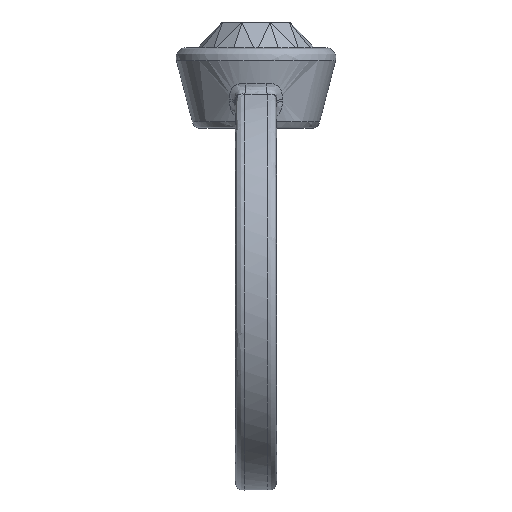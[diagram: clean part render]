
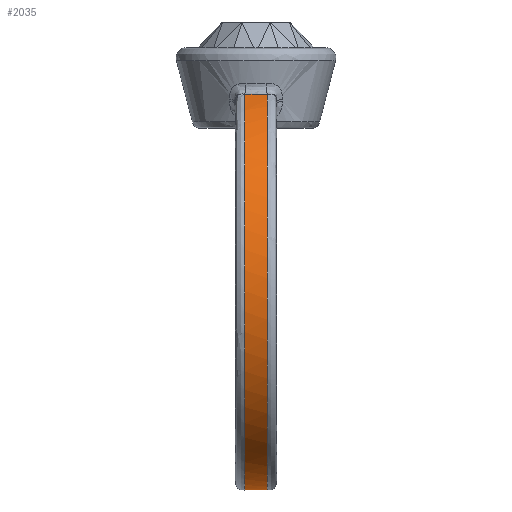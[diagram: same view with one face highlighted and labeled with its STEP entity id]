
A CAD part, front view. The second image highlights one B-rep face of the part: STEP entity #2035.
In plain terms, the highlighted free-form (B-spline) face has degree [2, 1] with [7, 2] control points.
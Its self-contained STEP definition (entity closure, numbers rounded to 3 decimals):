
#2035 = ADVANCED_FACE('',(#2036),#2134,.T.);
#2036 = FACE_BOUND('',#2037,.T.);
#2037 = EDGE_LOOP('',(#2038,#2049,#2088,#2097));
#2038 = ORIENTED_EDGE('',*,*,#2039,.T.);
#2039 = EDGE_CURVE('',#2040,#2042,#2044,.T.);
#2040 = VERTEX_POINT('',#2041);
#2041 = CARTESIAN_POINT('',(-0.699,4.844,
    -2.23));
#2042 = VERTEX_POINT('',#2043);
#2043 = CARTESIAN_POINT('',(0.699,4.844,
    -2.231));
#2044 = B_SPLINE_CURVE_WITH_KNOTS('',3,(#2045,#2046,#2047,#2048),
  .UNSPECIFIED.,.F.,.F.,(4,4),(0.,1.),.PIECEWISE_BEZIER_KNOTS.);
#2045 = CARTESIAN_POINT('',(-0.699,4.844,
    -2.23));
#2046 = CARTESIAN_POINT('',(-0.233,4.9,
    -2.253));
#2047 = CARTESIAN_POINT('',(0.233,4.9,
    -2.253));
#2048 = CARTESIAN_POINT('',(0.699,4.844,
    -2.231));
#2049 = ORIENTED_EDGE('',*,*,#2050,.T.);
#2050 = EDGE_CURVE('',#2042,#2051,#2053,.T.);
#2051 = VERTEX_POINT('',#2052);
#2052 = CARTESIAN_POINT('',(0.699,-4.844,
    -2.231));
#2053 = B_SPLINE_CURVE_WITH_KNOTS('',3,(#2054,#2055,#2056,#2057,#2058,
    #2059,#2060,#2061,#2062,#2063,#2064,#2065,#2066,#2067,#2068,#2069,
    #2070,#2071,#2072,#2073,#2074,#2075,#2076,#2077,#2078,#2079,#2080,
    #2081,#2082,#2083,#2084,#2085,#2086,#2087),.UNSPECIFIED.,.F.,.F.,(4,
    2,2,2,2,2,2,2,2,2,2,2,2,2,2,2,4),(0.,0.063,0.125,0.188,0.25,
    0.313,0.375,0.438,0.5,0.563,0.625,0.688,0.75,0.813,0.875,0.938
    ,1.),.UNSPECIFIED.);
#2054 = CARTESIAN_POINT('',(0.699,4.844,
    -2.231));
#2055 = CARTESIAN_POINT('',(0.699,6.192,
    -2.786));
#2056 = CARTESIAN_POINT('',(0.699,7.442,
    -3.575));
#2057 = CARTESIAN_POINT('',(0.699,9.605,
    -5.528));
#2058 = CARTESIAN_POINT('',(0.699,10.516,-6.693
    ));
#2059 = CARTESIAN_POINT('',(0.699,11.893,
    -9.261));
#2060 = CARTESIAN_POINT('',(0.699,12.359,
    -10.665));
#2061 = CARTESIAN_POINT('',(0.699,12.79,
    -13.547));
#2062 = CARTESIAN_POINT('',(0.699,12.755,
    -15.025));
#2063 = CARTESIAN_POINT('',(0.699,12.189,
    -17.884));
#2064 = CARTESIAN_POINT('',(0.699,11.658,
    -19.264));
#2065 = CARTESIAN_POINT('',(0.699,10.161,
    -21.765));
#2066 = CARTESIAN_POINT('',(0.699,9.196,
    -22.885));
#2067 = CARTESIAN_POINT('',(0.699,6.944,
    -24.735));
#2068 = CARTESIAN_POINT('',(0.699,5.658,-25.464
    ));
#2069 = CARTESIAN_POINT('',(0.699,2.914,-26.447
    ));
#2070 = CARTESIAN_POINT('',(0.699,1.457,
    -26.7));
#2071 = CARTESIAN_POINT('',(0.699,-1.457,
    -26.7));
#2072 = CARTESIAN_POINT('',(0.699,-2.914,
    -26.447));
#2073 = CARTESIAN_POINT('',(0.699,-5.658,
    -25.464));
#2074 = CARTESIAN_POINT('',(0.699,-6.944,
    -24.735));
#2075 = CARTESIAN_POINT('',(0.699,-9.196,
    -22.885));
#2076 = CARTESIAN_POINT('',(0.699,-10.161,
    -21.765));
#2077 = CARTESIAN_POINT('',(0.699,-11.658,
    -19.264));
#2078 = CARTESIAN_POINT('',(0.699,-12.189,
    -17.884));
#2079 = CARTESIAN_POINT('',(0.699,-12.755,
    -15.025));
#2080 = CARTESIAN_POINT('',(0.699,-12.79,
    -13.547));
#2081 = CARTESIAN_POINT('',(0.699,-12.359,
    -10.665));
#2082 = CARTESIAN_POINT('',(0.699,-11.893,
    -9.261));
#2083 = CARTESIAN_POINT('',(0.699,-10.516,
    -6.693));
#2084 = CARTESIAN_POINT('',(0.699,-9.605,
    -5.528));
#2085 = CARTESIAN_POINT('',(0.699,-7.442,
    -3.575));
#2086 = CARTESIAN_POINT('',(0.699,-6.192,
    -2.786));
#2087 = CARTESIAN_POINT('',(0.699,-4.844,
    -2.231));
#2088 = ORIENTED_EDGE('',*,*,#2089,.T.);
#2089 = EDGE_CURVE('',#2051,#2090,#2092,.T.);
#2090 = VERTEX_POINT('',#2091);
#2091 = CARTESIAN_POINT('',(-0.699,-4.844,
    -2.231));
#2092 = B_SPLINE_CURVE_WITH_KNOTS('',3,(#2093,#2094,#2095,#2096),
  .UNSPECIFIED.,.F.,.F.,(4,4),(0.,1.),.PIECEWISE_BEZIER_KNOTS.);
#2093 = CARTESIAN_POINT('',(0.699,-4.844,
    -2.231));
#2094 = CARTESIAN_POINT('',(0.233,-4.9,
    -2.253));
#2095 = CARTESIAN_POINT('',(-0.233,-4.9,
    -2.253));
#2096 = CARTESIAN_POINT('',(-0.699,-4.844,
    -2.231));
#2097 = ORIENTED_EDGE('',*,*,#2098,.T.);
#2098 = EDGE_CURVE('',#2090,#2040,#2099,.T.);
#2099 = B_SPLINE_CURVE_WITH_KNOTS('',3,(#2100,#2101,#2102,#2103,#2104,
    #2105,#2106,#2107,#2108,#2109,#2110,#2111,#2112,#2113,#2114,#2115,
    #2116,#2117,#2118,#2119,#2120,#2121,#2122,#2123,#2124,#2125,#2126,
    #2127,#2128,#2129,#2130,#2131,#2132,#2133),.UNSPECIFIED.,.F.,.F.,(4,
    2,2,2,2,2,2,2,2,2,2,2,2,2,2,2,4),(0.,0.063,0.125,0.188,0.25,
    0.313,0.375,0.438,0.5,0.563,0.625,0.688,0.75,0.813,0.875,0.938
    ,1.),.UNSPECIFIED.);
#2100 = CARTESIAN_POINT('',(-0.699,-4.844,
    -2.231));
#2101 = CARTESIAN_POINT('',(-0.699,-6.192,
    -2.786));
#2102 = CARTESIAN_POINT('',(-0.699,-7.442,
    -3.575));
#2103 = CARTESIAN_POINT('',(-0.699,-9.605,
    -5.528));
#2104 = CARTESIAN_POINT('',(-0.699,-10.516,
    -6.693));
#2105 = CARTESIAN_POINT('',(-0.699,-11.893,
    -9.261));
#2106 = CARTESIAN_POINT('',(-0.699,-12.359,
    -10.665));
#2107 = CARTESIAN_POINT('',(-0.699,-12.79,
    -13.547));
#2108 = CARTESIAN_POINT('',(-0.699,-12.755,
    -15.025));
#2109 = CARTESIAN_POINT('',(-0.699,-12.189,
    -17.884));
#2110 = CARTESIAN_POINT('',(-0.699,-11.658,
    -19.264));
#2111 = CARTESIAN_POINT('',(-0.699,-10.161,
    -21.765));
#2112 = CARTESIAN_POINT('',(-0.699,-9.196,
    -22.885));
#2113 = CARTESIAN_POINT('',(-0.699,-6.944,
    -24.735));
#2114 = CARTESIAN_POINT('',(-0.699,-5.658,
    -25.464));
#2115 = CARTESIAN_POINT('',(-0.699,-2.914,
    -26.447));
#2116 = CARTESIAN_POINT('',(-0.699,-1.457,
    -26.7));
#2117 = CARTESIAN_POINT('',(-0.699,1.457,
    -26.7));
#2118 = CARTESIAN_POINT('',(-0.699,2.914,
    -26.447));
#2119 = CARTESIAN_POINT('',(-0.699,5.658,
    -25.464));
#2120 = CARTESIAN_POINT('',(-0.699,6.944,
    -24.735));
#2121 = CARTESIAN_POINT('',(-0.699,9.196,
    -22.885));
#2122 = CARTESIAN_POINT('',(-0.699,10.161,
    -21.765));
#2123 = CARTESIAN_POINT('',(-0.699,11.658,
    -19.264));
#2124 = CARTESIAN_POINT('',(-0.699,12.189,
    -17.884));
#2125 = CARTESIAN_POINT('',(-0.699,12.755,
    -15.025));
#2126 = CARTESIAN_POINT('',(-0.699,12.79,
    -13.547));
#2127 = CARTESIAN_POINT('',(-0.699,12.359,
    -10.665));
#2128 = CARTESIAN_POINT('',(-0.699,11.893,
    -9.261));
#2129 = CARTESIAN_POINT('',(-0.699,10.516,
    -6.693));
#2130 = CARTESIAN_POINT('',(-0.699,9.605,
    -5.528));
#2131 = CARTESIAN_POINT('',(-0.699,7.442,
    -3.575));
#2132 = CARTESIAN_POINT('',(-0.699,6.192,
    -2.786));
#2133 = CARTESIAN_POINT('',(-0.699,4.844,
    -2.23));
#2134 = ( BOUNDED_SURFACE() B_SPLINE_SURFACE(2,1,(
    (#2135,#2136)
    ,(#2137,#2138)
    ,(#2139,#2140)
    ,(#2141,#2142)
    ,(#2143,#2144)
    ,(#2145,#2146)
    ,(#2147,#2148
)),.UNSPECIFIED.,.F.,.F.,.F.) B_SPLINE_SURFACE_WITH_KNOTS((3,2,2,3),(2,2
    ),(0.391,2.225,4.058,5.892),(
    0.45,1.55),.PIECEWISE_BEZIER_KNOTS.) 
GEOMETRIC_REPRESENTATION_ITEM() RATIONAL_B_SPLINE_SURFACE((
    (1.,1.)
    ,(0.608,0.608)
    ,(1.,1.)
    ,(0.608,0.608)
    ,(1.,1.)
    ,(0.608,0.608)
,(1.,1.))) REPRESENTATION_ITEM('') SURFACE() );
#2135 = CARTESIAN_POINT('',(0.699,4.844,
    -2.23));
#2136 = CARTESIAN_POINT('',(-0.699,4.844,
    -2.23));
#2137 = CARTESIAN_POINT('',(0.699,20.183,
    -8.552));
#2138 = CARTESIAN_POINT('',(-0.699,20.183,
    -8.552));
#2139 = CARTESIAN_POINT('',(0.699,10.091,
    -21.719));
#2140 = CARTESIAN_POINT('',(-0.699,10.091,
    -21.719));
#2141 = CARTESIAN_POINT('',(0.699,0.,
    -34.887));
#2142 = CARTESIAN_POINT('',(-0.699,0.,
    -34.887));
#2143 = CARTESIAN_POINT('',(0.699,-10.091,
    -21.719));
#2144 = CARTESIAN_POINT('',(-0.699,-10.091,
    -21.719));
#2145 = CARTESIAN_POINT('',(0.699,-20.183,
    -8.552));
#2146 = CARTESIAN_POINT('',(-0.699,-20.183,
    -8.552));
#2147 = CARTESIAN_POINT('',(0.699,-4.844,
    -2.23));
#2148 = CARTESIAN_POINT('',(-0.699,-4.844,
    -2.23));
